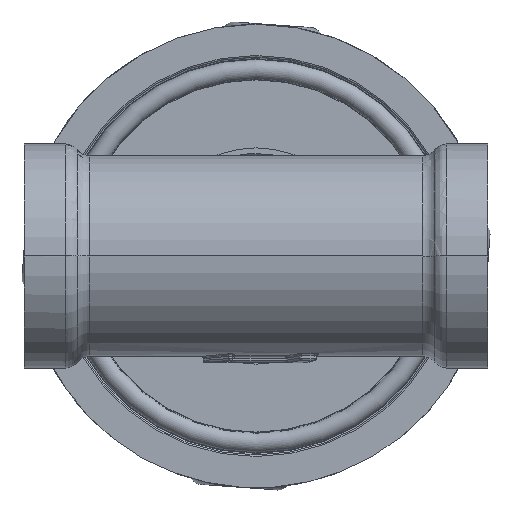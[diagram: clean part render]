
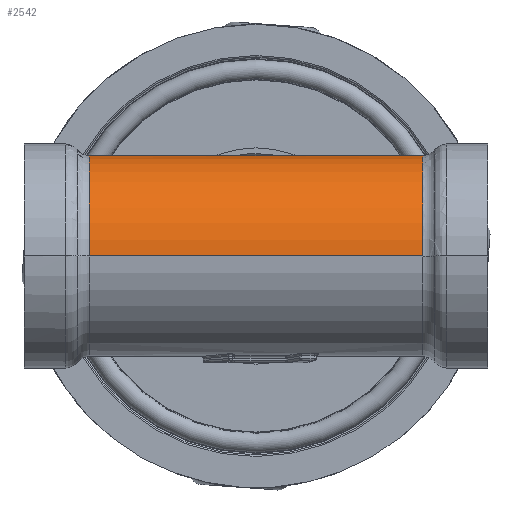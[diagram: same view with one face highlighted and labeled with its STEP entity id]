
A CAD part, front view. The second image highlights one B-rep face of the part: STEP entity #2542.
In plain terms, the highlighted cylindrical face has radius 13 mm (diameter 26 mm), a partial arc.
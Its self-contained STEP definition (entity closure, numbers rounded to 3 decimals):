
#1391=CARTESIAN_POINT('Vertex',(0.,0.,13.)) ;
#1534=CARTESIAN_POINT('Vertex',(-16.,13.,0.)) ;
#1673=CARTESIAN_POINT('Vertex',(16.,13.,0.)) ;
#1820=CARTESIAN_POINT('Control Point',(0.,0.,13.)) ;
#1821=CARTESIAN_POINT('Control Point',(-0.769,0.625,13.)) ;
#1822=CARTESIAN_POINT('Control Point',(-2.285,1.857,12.911)) ;
#1823=CARTESIAN_POINT('Control Point',(-4.492,3.65,12.521)) ;
#1824=CARTESIAN_POINT('Control Point',(-6.552,5.323,11.903)) ;
#1825=CARTESIAN_POINT('Control Point',(-8.415,6.837,11.099)) ;
#1826=CARTESIAN_POINT('Control Point',(-10.053,8.168,10.155)) ;
#1827=CARTESIAN_POINT('Control Point',(-11.455,9.308,9.117)) ;
#1828=CARTESIAN_POINT('Control Point',(-12.63,10.262,8.022)) ;
#1829=CARTESIAN_POINT('Control Point',(-13.591,11.043,6.902)) ;
#1830=CARTESIAN_POINT('Control Point',(-14.361,11.669,5.776)) ;
#1831=CARTESIAN_POINT('Control Point',(-14.961,12.156,4.658)) ;
#1832=CARTESIAN_POINT('Control Point',(-15.412,12.522,3.553)) ;
#1833=CARTESIAN_POINT('Control Point',(-15.73,12.78,2.463)) ;
#1834=CARTESIAN_POINT('Control Point',(-15.927,12.941,1.385)) ;
#1835=CARTESIAN_POINT('Control Point',(-15.993,12.994,0.563)) ;
#1836=CARTESIAN_POINT('Control Point',(-16.,13.,0.104)) ;
#1837=CARTESIAN_POINT('Control Point',(-16.,13.,0.)) ;
#1923=CARTESIAN_POINT('Control Point',(16.,13.,0.)) ;
#1924=CARTESIAN_POINT('Control Point',(16.,13.,0.168)) ;
#1925=CARTESIAN_POINT('Control Point',(15.988,12.99,0.688)) ;
#1926=CARTESIAN_POINT('Control Point',(15.902,12.92,1.566)) ;
#1927=CARTESIAN_POINT('Control Point',(15.688,12.746,2.631)) ;
#1928=CARTESIAN_POINT('Control Point',(15.356,12.477,3.709)) ;
#1929=CARTESIAN_POINT('Control Point',(14.892,12.1,4.801)) ;
#1930=CARTESIAN_POINT('Control Point',(14.281,11.603,5.906)) ;
#1931=CARTESIAN_POINT('Control Point',(13.501,10.97,7.017)) ;
#1932=CARTESIAN_POINT('Control Point',(12.533,10.183,8.121)) ;
#1933=CARTESIAN_POINT('Control Point',(11.356,9.226,9.198)) ;
#1934=CARTESIAN_POINT('Control Point',(9.955,8.088,10.218)) ;
#1935=CARTESIAN_POINT('Control Point',(8.325,6.764,11.143)) ;
#1936=CARTESIAN_POINT('Control Point',(6.476,5.262,11.93)) ;
#1937=CARTESIAN_POINT('Control Point',(4.437,3.605,12.533)) ;
#1938=CARTESIAN_POINT('Control Point',(2.256,1.833,12.914)) ;
#1939=CARTESIAN_POINT('Control Point',(0.76,0.617,13.)) ;
#1940=CARTESIAN_POINT('Control Point',(0.,0.,13.)) ;
#2075=CARTESIAN_POINT('Axis2P3D Location',(-33.,0.,0.)) ;
#2148=CARTESIAN_POINT('Line Origine',(-33.,13.,0.)) ;
#2152=CARTESIAN_POINT('Vertex',(21.564,13.,0.002)) ;
#2159=CARTESIAN_POINT('Vertex',(21.564,-13.,0.)) ;
#2162=CARTESIAN_POINT('Line Origine',(-33.,-13.,0.)) ;
#2166=CARTESIAN_POINT('Vertex',(-21.564,-13.,0.)) ;
#2173=CARTESIAN_POINT('Vertex',(-21.564,13.,0.002)) ;
#2176=CARTESIAN_POINT('Line Origine',(-33.,13.,0.)) ;
#2500=CARTESIAN_POINT('Control Point',(-21.564,-13.,0.)) ;
#2501=CARTESIAN_POINT('Control Point',(-21.564,-13.,2.042)) ;
#2502=CARTESIAN_POINT('Control Point',(-21.564,-12.599,4.084)) ;
#2503=CARTESIAN_POINT('Control Point',(-21.564,-11.797,6.021)) ;
#2504=CARTESIAN_POINT('Control Point',(-21.564,-9.476,9.476)) ;
#2505=CARTESIAN_POINT('Control Point',(-21.564,-6.022,11.796)) ;
#2506=CARTESIAN_POINT('Control Point',(-21.564,-4.085,12.599)) ;
#2507=CARTESIAN_POINT('Control Point',(-21.564,-0.001,13.401)) ;
#2508=CARTESIAN_POINT('Control Point',(-21.564,4.083,12.599)) ;
#2509=CARTESIAN_POINT('Control Point',(-21.564,6.02,11.797)) ;
#2510=CARTESIAN_POINT('Control Point',(-21.564,9.475,9.477)) ;
#2511=CARTESIAN_POINT('Control Point',(-21.564,11.796,6.022)) ;
#2512=CARTESIAN_POINT('Control Point',(-21.564,12.599,4.086)) ;
#2513=CARTESIAN_POINT('Control Point',(-21.564,13.,2.044)) ;
#2514=CARTESIAN_POINT('Control Point',(-21.564,13.,0.002)) ;
#2517=CARTESIAN_POINT('Control Point',(21.564,-13.,0.)) ;
#2518=CARTESIAN_POINT('Control Point',(21.564,-13.,2.042)) ;
#2519=CARTESIAN_POINT('Control Point',(21.564,-12.599,4.084)) ;
#2520=CARTESIAN_POINT('Control Point',(21.564,-11.797,6.021)) ;
#2521=CARTESIAN_POINT('Control Point',(21.564,-9.476,9.476)) ;
#2522=CARTESIAN_POINT('Control Point',(21.564,-6.022,11.796)) ;
#2523=CARTESIAN_POINT('Control Point',(21.564,-4.085,12.599)) ;
#2524=CARTESIAN_POINT('Control Point',(21.564,-0.001,13.401)) ;
#2525=CARTESIAN_POINT('Control Point',(21.564,4.083,12.599)) ;
#2526=CARTESIAN_POINT('Control Point',(21.564,6.02,11.797)) ;
#2527=CARTESIAN_POINT('Control Point',(21.564,9.475,9.477)) ;
#2528=CARTESIAN_POINT('Control Point',(21.564,11.796,6.022)) ;
#2529=CARTESIAN_POINT('Control Point',(21.564,12.599,4.086)) ;
#2530=CARTESIAN_POINT('Control Point',(21.564,13.,2.044)) ;
#2531=CARTESIAN_POINT('Control Point',(21.564,13.,0.002)) ;
#2150=VECTOR('Line Direction',#2149,1.) ;
#2164=VECTOR('Line Direction',#2163,1.) ;
#2178=VECTOR('Line Direction',#2177,1.) ;
#2076=DIRECTION('Axis2P3D Direction',(1.,0.,0.)) ;
#2077=DIRECTION('Axis2P3D XDirection',(0.,-1.,0.)) ;
#2149=DIRECTION('Vector Direction',(1.,0.,0.)) ;
#2163=DIRECTION('Vector Direction',(1.,0.,0.)) ;
#2177=DIRECTION('Vector Direction',(1.,0.,0.)) ;
#2078=AXIS2_PLACEMENT_3D('Cylinder Axis2P3D',#2075,#2076,#2077) ;
#2151=LINE('Line',#2148,#2150) ;
#2165=LINE('Line',#2162,#2164) ;
#2179=LINE('Line',#2176,#2178) ;
#2079=CYLINDRICAL_SURFACE('generated cylinder',#2078,13.) ;
#1838=EDGE_CURVE('',#1392,#1535,#1819,.T.) ;
#1941=EDGE_CURVE('',#1674,#1392,#1922,.T.) ;
#2154=EDGE_CURVE('',#1674,#2153,#2151,.T.) ;
#2168=EDGE_CURVE('',#2167,#2160,#2165,.T.) ;
#2180=EDGE_CURVE('',#2174,#1535,#2179,.T.) ;
#2515=EDGE_CURVE('',#2174,#2167,#2499,.F.) ;
#2532=EDGE_CURVE('',#2160,#2153,#2516,.T.) ;
#2534=ORIENTED_EDGE('',*,*,#2154,.F.) ;
#2535=ORIENTED_EDGE('',*,*,#1941,.T.) ;
#2536=ORIENTED_EDGE('',*,*,#1838,.T.) ;
#2537=ORIENTED_EDGE('',*,*,#2180,.F.) ;
#2538=ORIENTED_EDGE('',*,*,#2515,.T.) ;
#2539=ORIENTED_EDGE('',*,*,#2168,.T.) ;
#2540=ORIENTED_EDGE('',*,*,#2532,.T.) ;
#2533=EDGE_LOOP('',(#2534,#2535,#2536,#2537,#2538,#2539,#2540)) ;
#1392=VERTEX_POINT('',#1391) ;
#1535=VERTEX_POINT('',#1534) ;
#1674=VERTEX_POINT('',#1673) ;
#2153=VERTEX_POINT('',#2152) ;
#2160=VERTEX_POINT('',#2159) ;
#2167=VERTEX_POINT('',#2166) ;
#2174=VERTEX_POINT('',#2173) ;
#2542=ADVANCED_FACE('PCO.RUB.10.1\\MANIFOLD_SOLID_BREP #8043',(#2541),#2079,.T.) ;
#2499=B_SPLINE_CURVE_WITH_KNOTS('',5,(#2500,#2501,#2502,#2503,#2504,#2505,#2506,#2507,#2508,#2509,#2510,#2511,#2512,#2513,#2514),.UNSPECIFIED.,.F.,.U.,(6,3,3,3,6),(-20.42,-10.211,-0.001,10.209,20.419),.UNSPECIFIED.) ;
#2516=B_SPLINE_CURVE_WITH_KNOTS('',5,(#2517,#2518,#2519,#2520,#2521,#2522,#2523,#2524,#2525,#2526,#2527,#2528,#2529,#2530,#2531),.UNSPECIFIED.,.F.,.U.,(6,3,3,3,6),(-20.42,-10.211,-0.001,10.209,20.419),.UNSPECIFIED.) ;
#2541=FACE_OUTER_BOUND('',#2533,.T.) ;
#1819=(BOUNDED_CURVE()B_SPLINE_CURVE(3,(#1820,#1821,#1822,#1823,#1824,#1825,#1826,#1827,#1828,#1829,#1830,#1831,#1832,#1833,#1834,#1835,#1836,#1837),.UNSPECIFIED.,.F.,.U.)B_SPLINE_CURVE_WITH_KNOTS((4,1,1,1,1,1,1,1,1,1,1,1,1,1,1,4),(0.255,3.172,6.01,8.705,11.207,13.493,15.557,17.411,19.074,20.574,21.94,23.199,24.379,25.504,26.6,26.92),.UNSPECIFIED.)CURVE()GEOMETRIC_REPRESENTATION_ITEM()RATIONAL_B_SPLINE_CURVE((1.172,1.172,1.172,1.172,1.172,1.172,1.172,1.172,1.172,1.172,1.172,1.172,1.172,1.172,1.172,1.172,1.172,1.172))REPRESENTATION_ITEM('')) ;
#1922=(BOUNDED_CURVE()B_SPLINE_CURVE(3,(#1923,#1924,#1925,#1926,#1927,#1928,#1929,#1930,#1931,#1932,#1933,#1934,#1935,#1936,#1937,#1938,#1939,#1940),.UNSPECIFIED.,.F.,.U.)B_SPLINE_CURVE_WITH_KNOTS((4,1,1,1,1,1,1,1,1,1,1,1,1,1,1,4),(0.561,1.079,2.164,3.282,4.456,5.711,7.074,8.571,10.23,12.076,14.129,16.398,18.878,21.542,24.347,27.225),.UNSPECIFIED.)CURVE()GEOMETRIC_REPRESENTATION_ITEM()RATIONAL_B_SPLINE_CURVE((1.172,1.172,1.172,1.172,1.172,1.172,1.172,1.172,1.172,1.172,1.172,1.172,1.172,1.172,1.172,1.172,1.172,1.172))REPRESENTATION_ITEM('')) ;
